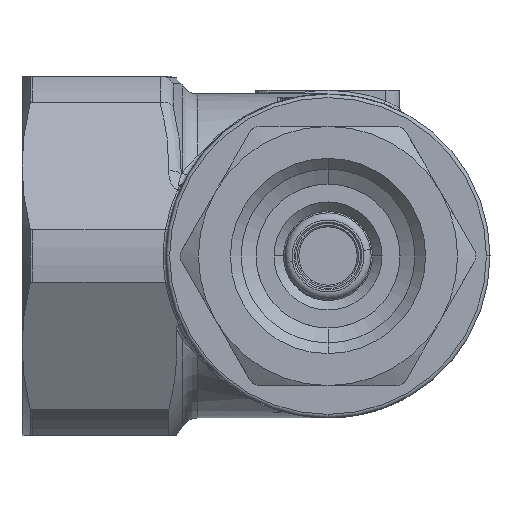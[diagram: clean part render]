
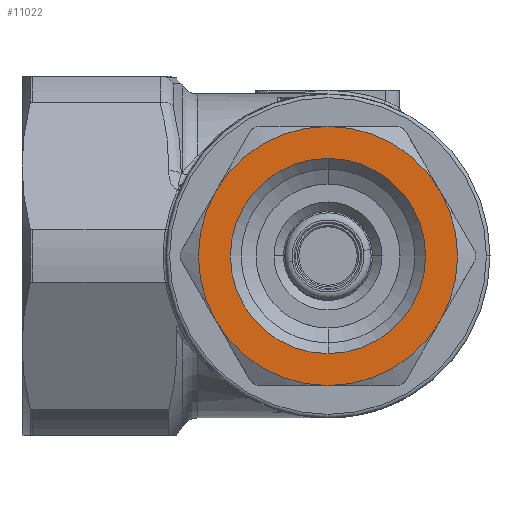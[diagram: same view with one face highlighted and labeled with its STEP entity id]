
A CAD part, front view. The second image highlights one B-rep face of the part: STEP entity #11022.
In plain terms, the highlighted planar face has unit normal (0, -1, 0).
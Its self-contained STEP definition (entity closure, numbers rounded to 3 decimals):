
#461 = CIRCLE ( 'NONE', #467, 13.56 ) ;
#467 = AXIS2_PLACEMENT_3D ( 'NONE', #3406, #3407, #3408 ) ;
#1968 = AXIS2_PLACEMENT_3D ( 'NONE', #8768, #8769, #8770 ) ;
#2976 = CARTESIAN_POINT ( 'NONE',  ( -15.588, -3.5, -9. ) ) ;
#2988 = CARTESIAN_POINT ( 'NONE',  ( -15.588, -3.5, 9. ) ) ;
#3044 = CARTESIAN_POINT ( 'NONE',  ( 15.588, -3.5, -9. ) ) ;
#3229 = CARTESIAN_POINT ( 'NONE',  ( 0., -3.5, 13.56 ) ) ;
#3234 = CARTESIAN_POINT ( 'NONE',  ( 0., -3.5, 18. ) ) ;
#3235 = CARTESIAN_POINT ( 'NONE',  ( 0., -3.5, -18. ) ) ;
#3251 = CARTESIAN_POINT ( 'NONE',  ( 15.588, -3.5, 9. ) ) ;
#3313 = CARTESIAN_POINT ( 'NONE',  ( 0., -3.5, -13.56 ) ) ;
#3406 = CARTESIAN_POINT ( 'NONE',  ( 0., -3.5, 0. ) ) ;
#3407 = DIRECTION ( 'NONE',  ( 0., 1., 0. ) ) ;
#3408 = DIRECTION ( 'NONE',  ( 0., 0., 1. ) ) ;
#4873 = CIRCLE ( 'NONE', #4880, 13.56 ) ;
#4880 = AXIS2_PLACEMENT_3D ( 'NONE', #8911, #8912, #8913 ) ;
#4881 = CIRCLE ( 'NONE', #4883, 18. ) ;
#4883 = AXIS2_PLACEMENT_3D ( 'NONE', #8916, #8917, #8918 ) ;
#4896 = CIRCLE ( 'NONE', #4902, 18. ) ;
#4902 = AXIS2_PLACEMENT_3D ( 'NONE', #8972, #8973, #8974 ) ;
#4903 = CIRCLE ( 'NONE', #4905, 18. ) ;
#4904 = CIRCLE ( 'NONE', #4907, 18. ) ;
#4905 = AXIS2_PLACEMENT_3D ( 'NONE', #8978, #8979, #8980 ) ;
#4907 = AXIS2_PLACEMENT_3D ( 'NONE', #8983, #8984, #8985 ) ;
#8740 = AXIS2_PLACEMENT_3D ( 'NONE', #14946, #14947, #14948 ) ;
#8761 = CARTESIAN_POINT ( 'NONE',  ( 0., -3.5, 0. ) ) ;
#8762 = DIRECTION ( 'NONE',  ( 0., 1., 0. ) ) ;
#8763 = DIRECTION ( 'NONE',  ( 0., 0., 1. ) ) ;
#8768 = CARTESIAN_POINT ( 'NONE',  ( 0., -3.5, 0. ) ) ;
#8769 = DIRECTION ( 'NONE',  ( 0., 1., 0. ) ) ;
#8770 = DIRECTION ( 'NONE',  ( 0., 0., 1. ) ) ;
#8911 = CARTESIAN_POINT ( 'NONE',  ( 0., -3.5, 0. ) ) ;
#8912 = DIRECTION ( 'NONE',  ( 0., 1., 0. ) ) ;
#8913 = DIRECTION ( 'NONE',  ( 0., 0., 1. ) ) ;
#8916 = CARTESIAN_POINT ( 'NONE',  ( 0., -3.5, 0. ) ) ;
#8917 = DIRECTION ( 'NONE',  ( 0., -1., 0. ) ) ;
#8918 = DIRECTION ( 'NONE',  ( 0., 0., -1. ) ) ;
#8972 = CARTESIAN_POINT ( 'NONE',  ( 0., -3.5, 0. ) ) ;
#8973 = DIRECTION ( 'NONE',  ( 0., 1., 0. ) ) ;
#8974 = DIRECTION ( 'NONE',  ( 0., 0., 1. ) ) ;
#8978 = CARTESIAN_POINT ( 'NONE',  ( 0., -3.5, 0. ) ) ;
#8979 = DIRECTION ( 'NONE',  ( 0., 1., 0. ) ) ;
#8980 = DIRECTION ( 'NONE',  ( 0., 0., 1. ) ) ;
#8983 = CARTESIAN_POINT ( 'NONE',  ( 0., -3.5, 0. ) ) ;
#8984 = DIRECTION ( 'NONE',  ( 0., 1., 0. ) ) ;
#8985 = DIRECTION ( 'NONE',  ( 0., 0., 1. ) ) ;
#10585 = CIRCLE ( 'NONE', #1968, 18. ) ;
#10607 = EDGE_CURVE ( 'NONE', #26867, #26405, #31596, .T. ) ;
#10609 = EDGE_CURVE ( 'NONE', #26851, #26337, #10585, .T. ) ;
#10646 = EDGE_CURVE ( 'NONE', #26845, #26929, #4873, .T. ) ;
#10649 = EDGE_CURVE ( 'NONE', #26851, #26405, #4881, .T. ) ;
#10676 = EDGE_CURVE ( 'NONE', #26337, #26349, #4896, .T. ) ;
#10680 = EDGE_CURVE ( 'NONE', #26349, #26850, #4903, .T. ) ;
#10682 = EDGE_CURVE ( 'NONE', #26850, #26867, #4904, .T. ) ;
#11022 = ADVANCED_FACE ( 'NONE', ( #14935, #14920 ), #14937, .F. ) ;
#14717 = AXIS2_PLACEMENT_3D ( 'NONE', #8761, #8762, #8763 ) ;
#14920 = FACE_OUTER_BOUND ( 'NONE', #19686, .T. ) ;
#14935 = FACE_BOUND ( 'NONE', #19684, .T. ) ;
#14937 = PLANE ( 'NONE',  #8740 ) ;
#14946 = CARTESIAN_POINT ( 'NONE',  ( 31.177, -3.5, 18. ) ) ;
#14947 = DIRECTION ( 'NONE',  ( 0., 1., 0. ) ) ;
#14948 = DIRECTION ( 'NONE',  ( 0., 0., 1. ) ) ;
#19684 = EDGE_LOOP ( 'NONE', ( #24161, #24162 ) ) ;
#19686 = EDGE_LOOP ( 'NONE', ( #24163, #24164, #24165, #24166, #24167, #24168 ) ) ;
#24161 = ORIENTED_EDGE ( 'NONE', *, *, #28176, .T. ) ;
#24162 = ORIENTED_EDGE ( 'NONE', *, *, #10646, .T. ) ;
#24163 = ORIENTED_EDGE ( 'NONE', *, *, #10682, .F. ) ;
#24164 = ORIENTED_EDGE ( 'NONE', *, *, #10680, .F. ) ;
#24165 = ORIENTED_EDGE ( 'NONE', *, *, #10676, .F. ) ;
#24166 = ORIENTED_EDGE ( 'NONE', *, *, #10609, .F. ) ;
#24167 = ORIENTED_EDGE ( 'NONE', *, *, #10649, .T. ) ;
#24168 = ORIENTED_EDGE ( 'NONE', *, *, #10607, .F. ) ;
#26337 = VERTEX_POINT ( 'NONE', #2976 ) ;
#26349 = VERTEX_POINT ( 'NONE', #2988 ) ;
#26405 = VERTEX_POINT ( 'NONE', #3044 ) ;
#26845 = VERTEX_POINT ( 'NONE', #3229 ) ;
#26850 = VERTEX_POINT ( 'NONE', #3234 ) ;
#26851 = VERTEX_POINT ( 'NONE', #3235 ) ;
#26867 = VERTEX_POINT ( 'NONE', #3251 ) ;
#26929 = VERTEX_POINT ( 'NONE', #3313 ) ;
#28176 = EDGE_CURVE ( 'NONE', #26929, #26845, #461, .T. ) ;
#31596 = CIRCLE ( 'NONE', #14717, 18. ) ;
